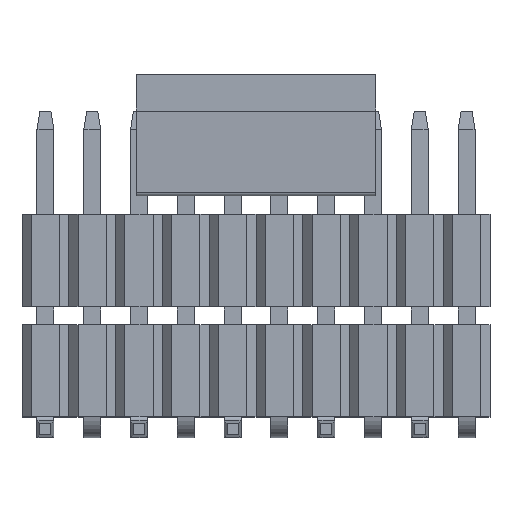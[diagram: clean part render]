
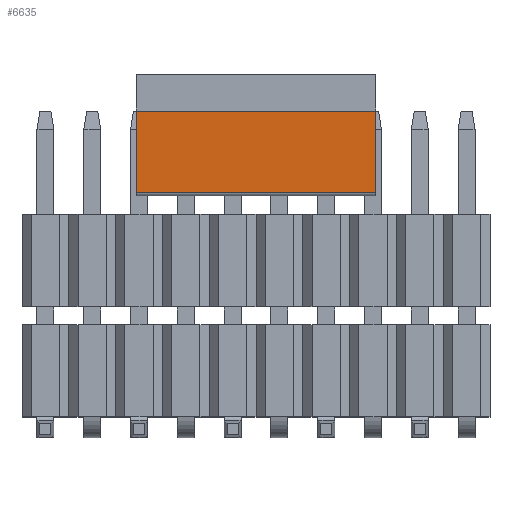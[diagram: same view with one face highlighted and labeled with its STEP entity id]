
A CAD part, top view. The second image highlights one B-rep face of the part: STEP entity #6635.
In plain terms, the highlighted planar face has unit normal (0, -0.044, 0.999).
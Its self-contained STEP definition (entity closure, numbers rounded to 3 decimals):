
#6104=CARTESIAN_POINT('',(2.465,6.096,1.004));
#6105=VERTEX_POINT('',#6104);
#6113=CARTESIAN_POINT('',(2.465,8.3,1.1));
#6114=VERTEX_POINT('',#6113);
#6115=CARTESIAN_POINT('',(2.465,6.096,1.004));
#6116=DIRECTION('',(0.,0.999,0.044));
#6117=VECTOR('',#6116,2.206);
#6118=LINE('',#6115,#6117);
#6119=EDGE_CURVE('',#6105,#6114,#6118,.T.);
#6135=CARTESIAN_POINT('',(8.965,8.3,1.1));
#6136=VERTEX_POINT('',#6135);
#6137=CARTESIAN_POINT('',(2.465,8.3,1.1));
#6138=DIRECTION('',(1.,0.,0.));
#6139=VECTOR('',#6138,6.5);
#6140=LINE('',#6137,#6139);
#6141=EDGE_CURVE('',#6114,#6136,#6140,.T.);
#6600=CARTESIAN_POINT('',(8.965,6.096,1.004));
#6601=VERTEX_POINT('',#6600);
#6609=CARTESIAN_POINT('',(8.965,6.096,1.004));
#6610=DIRECTION('',(-1.,0.,0.));
#6611=VECTOR('',#6610,6.5);
#6612=LINE('',#6609,#6611);
#6613=EDGE_CURVE('',#6601,#6105,#6612,.T.);
#6619=CARTESIAN_POINT('',(2.465,8.3,1.1));
#6620=DIRECTION('',(0.,-0.999,-0.044));
#6621=DIRECTION('',(0.,-0.044,0.999));
#6622=AXIS2_PLACEMENT_3D('',#6619,#6621,#6620);
#6623=PLANE('',#6622);
#6624=ORIENTED_EDGE('',*,*,#6613,.F.);
#6625=CARTESIAN_POINT('',(8.965,6.096,1.004));
#6626=DIRECTION('',(0.,0.999,0.044));
#6627=VECTOR('',#6626,2.206);
#6628=LINE('',#6625,#6627);
#6629=EDGE_CURVE('',#6601,#6136,#6628,.T.);
#6630=ORIENTED_EDGE('',*,*,#6629,.T.);
#6631=ORIENTED_EDGE('',*,*,#6141,.F.);
#6632=ORIENTED_EDGE('',*,*,#6119,.F.);
#6633=EDGE_LOOP('',(#6624,#6630,#6631,#6632));
#6634=FACE_OUTER_BOUND('',#6633,.T.);
#6635=ADVANCED_FACE('',(#6634),#6623,.T.);
